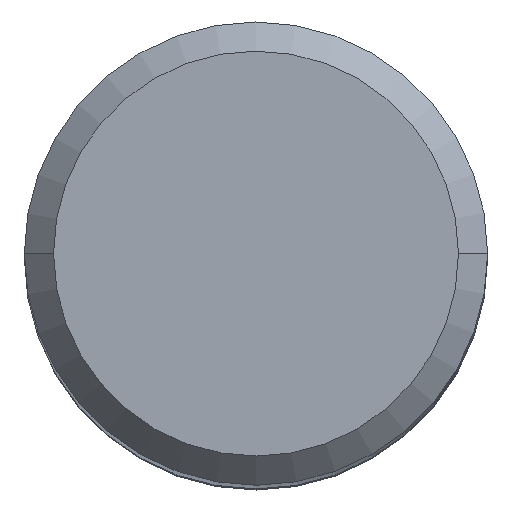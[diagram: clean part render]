
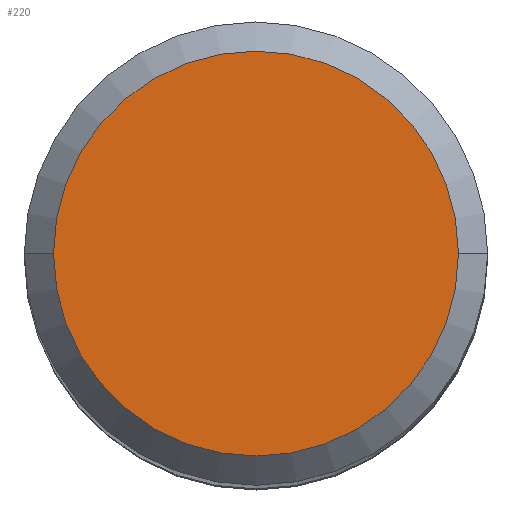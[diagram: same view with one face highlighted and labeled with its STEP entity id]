
A CAD part, top view. The second image highlights one B-rep face of the part: STEP entity #220.
In plain terms, the highlighted planar face has unit normal (0, 0, 1).
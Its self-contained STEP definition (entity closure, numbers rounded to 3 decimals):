
#52=PLANE('',#1825);
#220=ADVANCED_FACE('',(#338),#52,.F.);
#338=FACE_OUTER_BOUND('',#434,.T.);
#434=EDGE_LOOP('',(#811,#812));
#811=ORIENTED_EDGE('',*,*,#1143,.F.);
#812=ORIENTED_EDGE('',*,*,#1144,.F.);
#947=VERTEX_POINT('',#3431);
#948=VERTEX_POINT('',#3436);
#1143=EDGE_CURVE('',#948,#947,#1357,.T.);
#1144=EDGE_CURVE('',#947,#948,#1358,.T.);
#1357=CIRCLE('',#1822,6.937);
#1358=CIRCLE('',#1824,6.937);
#1822=AXIS2_PLACEMENT_3D('',#3437,#2302,#2303);
#1824=AXIS2_PLACEMENT_3D('',#3439,#2306,#2307);
#1825=AXIS2_PLACEMENT_3D('',#3440,#2308,#2309);
#2302=DIRECTION('',(0.,0.,-1.));
#2303=DIRECTION('',(1.,0.001,0.));
#2306=DIRECTION('',(0.,0.,-1.));
#2307=DIRECTION('',(-1.,-0.001,0.));
#2308=DIRECTION('',(0.,0.,-1.));
#2309=DIRECTION('',(-1.,-0.001,0.));
#3431=CARTESIAN_POINT('',(-6.937,-0.007,0.));
#3436=CARTESIAN_POINT('',(6.937,0.007,0.));
#3437=CARTESIAN_POINT('',(0.,0.,0.));
#3439=CARTESIAN_POINT('',(0.,0.,0.));
#3440=CARTESIAN_POINT('',(0.,0.,0.));
